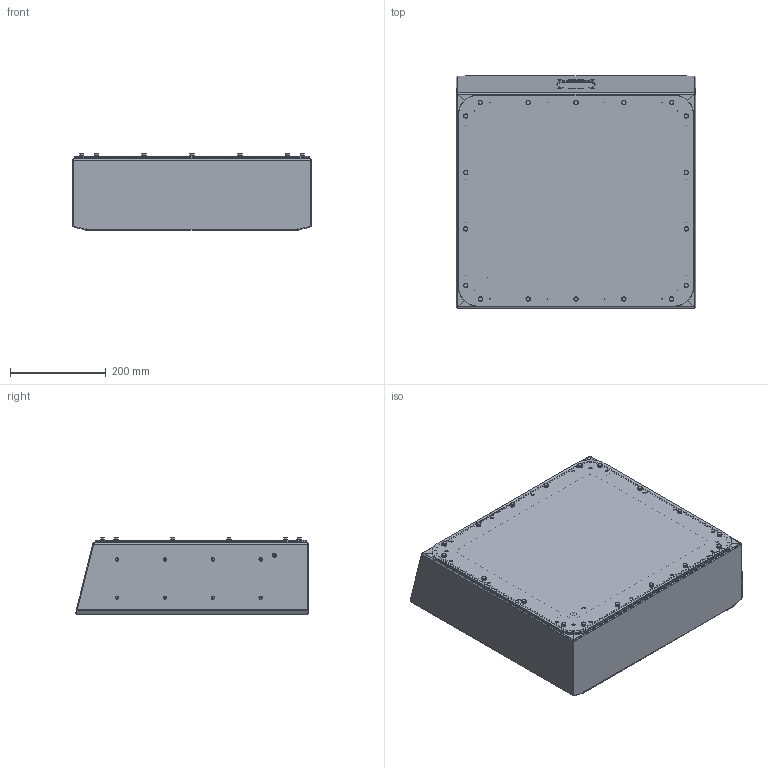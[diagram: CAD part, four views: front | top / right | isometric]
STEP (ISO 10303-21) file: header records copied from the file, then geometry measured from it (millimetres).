
FILE_DESCRIPTION (( 'STEP AP214' ), '1' );
FILE_NAME ('56100205.STEP', '2017-10-26T06:11:55', ( 'Macha' ), ( 'Hewlett-Packard Company' ), 'SwSTEP 2.0', 'SolidWorks 2015', '' );
FILE_SCHEMA (( 'AUTOMOTIVE_DESIGN' ));
Length unit declared in the file: millimetre
Products named in the file (21): 40000029266; 42175; 42183; 93172; 83256; 56100205; 93369; 93369-2; 93369-1; 56344; 40000014769; 83008_Washer DIN 125 - A 4.3; 82000_Typ 5; 42192; 42193; 56341; 93388; 93379; 42187; 56337; 92081
Assembly tree (145 placements, depth 4):
  56100205
    56337
      42183
      42175
      40000029266  x16
      92081
    56344
      56341
        42187
        93379
        92081
        93388  x20
      42193  x2
      42192
      82000_Typ 5
      83008_Washer DIN 125 - A 4.3  x20
      40000014769  x20
    93369  x18
      93369-1
      93369-2
    83256  x18
    93172  x18
Bounding box: 500 x 486.9 x 160.75 mm (x, y, z)
Volume: 1631585.5 mm3; surface area: 2039708.1 mm2
Topology: 159 solids, 159 shells, 5024 faces, 11086 edges, 6496 vertices
Faces by surface type: plane 2577, cylinder 1847, cone 264, bspline 192, torus 144
Entity records: 39527 total; most frequent: CARTESIAN_POINT 7346, DIRECTION 6734, ORIENTED_EDGE 6044, EDGE_CURVE 3022, AXIS2_PLACEMENT_3D 2454, VERTEX_POINT 1866, LINE 1826, VECTOR 1826
